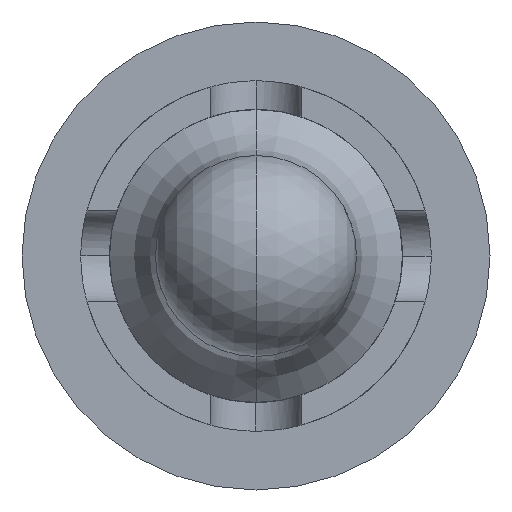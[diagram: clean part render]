
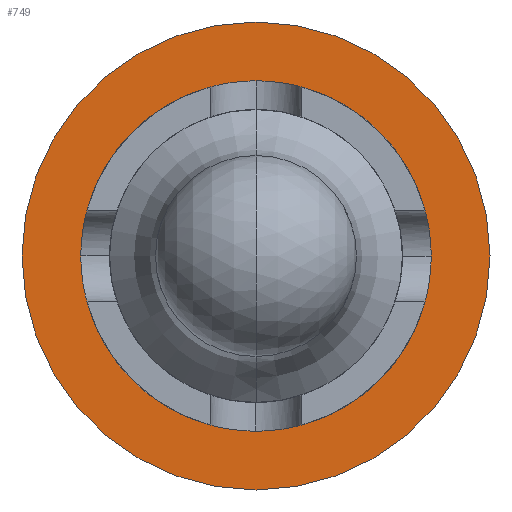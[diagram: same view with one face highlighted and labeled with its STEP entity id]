
A CAD part, front view. The second image highlights one B-rep face of the part: STEP entity #749.
In plain terms, the highlighted planar face has unit normal (0, -1, 0).
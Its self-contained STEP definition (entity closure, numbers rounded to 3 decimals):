
#21 = ORIENTED_EDGE ( 'NONE', *, *, #517, .F. ) ;
#167 = DIRECTION ( 'NONE',  ( 0., -1., 0. ) ) ;
#181 = EDGE_CURVE ( 'NONE', #1368, #1272, #504, .T. ) ;
#187 = EDGE_LOOP ( 'NONE', ( #367, #675 ) ) ;
#234 = CARTESIAN_POINT ( 'NONE',  ( 0., 0., 0. ) ) ;
#292 = CARTESIAN_POINT ( 'NONE',  ( 0., 0., 0. ) ) ;
#367 = ORIENTED_EDGE ( 'NONE', *, *, #679, .F. ) ;
#378 = AXIS2_PLACEMENT_3D ( 'NONE', #1020, #167, #778 ) ;
#412 = VERTEX_POINT ( 'NONE', #859 ) ;
#438 = DIRECTION ( 'NONE',  ( 0., -1., 0. ) ) ;
#504 = CIRCLE ( 'NONE', #1288, 8.15 ) ;
#517 = EDGE_CURVE ( 'NONE', #1272, #1368, #652, .T. ) ;
#539 = DIRECTION ( 'NONE',  ( 0., 0., 1. ) ) ;
#652 = CIRCLE ( 'NONE', #1366, 8.15 ) ;
#666 = FACE_OUTER_BOUND ( 'NONE', #669, .T. ) ;
#669 = EDGE_LOOP ( 'NONE', ( #915, #21 ) ) ;
#675 = ORIENTED_EDGE ( 'NONE', *, *, #1503, .F. ) ;
#679 = EDGE_CURVE ( 'NONE', #1463, #412, #910, .T. ) ;
#749 = ADVANCED_FACE ( 'NONE', ( #932, #666 ), #1526, .F. ) ;
#778 = DIRECTION ( 'NONE',  ( 0., 0., -1. ) ) ;
#851 = DIRECTION ( 'NONE',  ( 0., 0., 1. ) ) ;
#856 = CARTESIAN_POINT ( 'NONE',  ( 0., 0., 8.15 ) ) ;
#859 = CARTESIAN_POINT ( 'NONE',  ( 0., 0., -6.1 ) ) ;
#862 = CARTESIAN_POINT ( 'NONE',  ( 0., 0., -8.15 ) ) ;
#910 = CIRCLE ( 'NONE', #378, 6.1 ) ;
#915 = ORIENTED_EDGE ( 'NONE', *, *, #181, .F. ) ;
#923 = DIRECTION ( 'NONE',  ( 0., 1., 0. ) ) ;
#932 = FACE_BOUND ( 'NONE', #187, .T. ) ;
#1020 = CARTESIAN_POINT ( 'NONE',  ( 0., 0., 0. ) ) ;
#1116 = AXIS2_PLACEMENT_3D ( 'NONE', #1578, #438, #1556 ) ;
#1147 = DIRECTION ( 'NONE',  ( 0., 1., 0. ) ) ;
#1159 = CARTESIAN_POINT ( 'NONE',  ( 0., 0., 0. ) ) ;
#1171 = DIRECTION ( 'NONE',  ( 0., 0., 1. ) ) ;
#1229 = DIRECTION ( 'NONE',  ( 0., 1., 0. ) ) ;
#1236 = AXIS2_PLACEMENT_3D ( 'NONE', #1159, #1147, #1171 ) ;
#1272 = VERTEX_POINT ( 'NONE', #856 ) ;
#1288 = AXIS2_PLACEMENT_3D ( 'NONE', #292, #923, #539 ) ;
#1358 = CARTESIAN_POINT ( 'NONE',  ( 0., 0., 6.1 ) ) ;
#1366 = AXIS2_PLACEMENT_3D ( 'NONE', #234, #1229, #851 ) ;
#1368 = VERTEX_POINT ( 'NONE', #862 ) ;
#1463 = VERTEX_POINT ( 'NONE', #1358 ) ;
#1503 = EDGE_CURVE ( 'NONE', #412, #1463, #1569, .T. ) ;
#1526 = PLANE ( 'NONE',  #1236 ) ;
#1556 = DIRECTION ( 'NONE',  ( 0., 0., -1. ) ) ;
#1569 = CIRCLE ( 'NONE', #1116, 6.1 ) ;
#1578 = CARTESIAN_POINT ( 'NONE',  ( 0., 0., 0. ) ) ;
